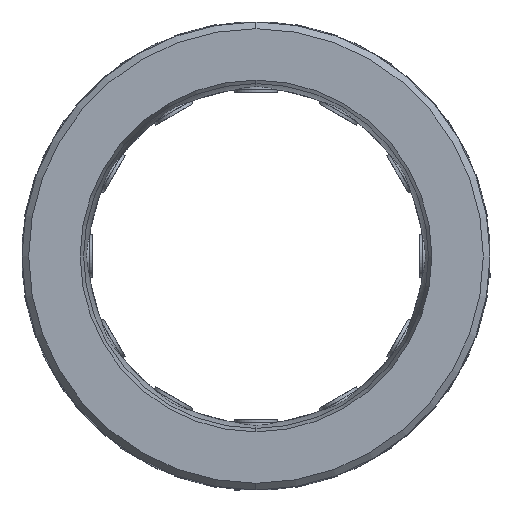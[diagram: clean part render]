
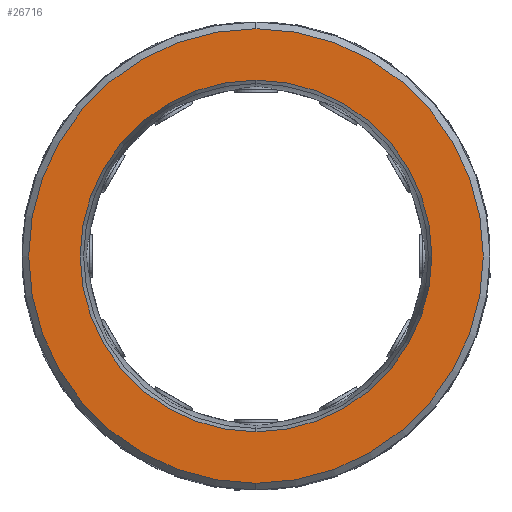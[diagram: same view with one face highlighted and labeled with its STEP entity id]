
A CAD part, front view. The second image highlights one B-rep face of the part: STEP entity #26716.
In plain terms, the highlighted planar face has unit normal (0, -1, 0).
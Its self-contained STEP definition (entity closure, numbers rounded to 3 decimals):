
#481 = EDGE_CURVE ( 'NONE', #5260, #23381, #27564, .T. ) ;
#530 = DIRECTION ( 'NONE',  ( 0., 0., 1. ) ) ;
#744 = CARTESIAN_POINT ( 'NONE',  ( 197.174, -6.032, 0. ) ) ;
#1023 = EDGE_CURVE ( 'NONE', #1865, #7244, #11963, .T. ) ;
#1865 = VERTEX_POINT ( 'NONE', #9703 ) ;
#3342 = EDGE_CURVE ( 'NONE', #23381, #5260, #29660, .T. ) ;
#4420 = DIRECTION ( 'NONE',  ( 0., 0., -1. ) ) ;
#5260 = VERTEX_POINT ( 'NONE', #16842 ) ;
#7244 = VERTEX_POINT ( 'NONE', #7751 ) ;
#7751 = CARTESIAN_POINT ( 'NONE',  ( 231.033, -6.032, 33.859 ) ) ;
#8362 = ORIENTED_EDGE ( 'NONE', *, *, #481, .F. ) ;
#8574 = DIRECTION ( 'NONE',  ( 0., -1., 0. ) ) ;
#9703 = CARTESIAN_POINT ( 'NONE',  ( 231.033, -6.032, -33.859 ) ) ;
#10123 = PLANE ( 'NONE',  #25423 ) ;
#11963 = CIRCLE ( 'NONE', #13257, 33.859 ) ;
#12174 = CARTESIAN_POINT ( 'NONE',  ( 231.033, -6.032, 0. ) ) ;
#12275 = AXIS2_PLACEMENT_3D ( 'NONE', #27690, #13719, #29410 ) ;
#13257 = AXIS2_PLACEMENT_3D ( 'NONE', #20576, #8574, #17843 ) ;
#13719 = DIRECTION ( 'NONE',  ( 0., -1., 0. ) ) ;
#15587 = CARTESIAN_POINT ( 'NONE',  ( 231.033, -6.032, 26.199 ) ) ;
#15795 = ORIENTED_EDGE ( 'NONE', *, *, #3342, .F. ) ;
#15996 = CARTESIAN_POINT ( 'NONE',  ( 231.033, -6.032, 0. ) ) ;
#16484 = EDGE_LOOP ( 'NONE', ( #8362, #15795 ) ) ;
#16842 = CARTESIAN_POINT ( 'NONE',  ( 231.033, -6.032, -26.199 ) ) ;
#16994 = DIRECTION ( 'NONE',  ( 0., 1., 0. ) ) ;
#17024 = DIRECTION ( 'NONE',  ( 0., -1., 0. ) ) ;
#17713 = FACE_BOUND ( 'NONE', #16484, .T. ) ;
#17843 = DIRECTION ( 'NONE',  ( 0., 0., -1. ) ) ;
#18190 = ORIENTED_EDGE ( 'NONE', *, *, #1023, .T. ) ;
#20576 = CARTESIAN_POINT ( 'NONE',  ( 231.033, -6.032, 0. ) ) ;
#20594 = AXIS2_PLACEMENT_3D ( 'NONE', #12174, #17024, #25933 ) ;
#21289 = CIRCLE ( 'NONE', #20594, 33.859 ) ;
#21865 = ORIENTED_EDGE ( 'NONE', *, *, #28864, .T. ) ;
#23259 = EDGE_LOOP ( 'NONE', ( #21865, #18190 ) ) ;
#23381 = VERTEX_POINT ( 'NONE', #15587 ) ;
#23472 = FACE_OUTER_BOUND ( 'NONE', #23259, .T. ) ;
#25423 = AXIS2_PLACEMENT_3D ( 'NONE', #744, #16994, #530 ) ;
#25933 = DIRECTION ( 'NONE',  ( 0., 0., -1. ) ) ;
#26716 = ADVANCED_FACE ( 'NONE', ( #17713, #23472 ), #10123, .F. ) ;
#27564 = CIRCLE ( 'NONE', #12275, 26.199 ) ;
#27690 = CARTESIAN_POINT ( 'NONE',  ( 231.033, -6.032, 0. ) ) ;
#27735 = DIRECTION ( 'NONE',  ( 0., -1., 0. ) ) ;
#28000 = AXIS2_PLACEMENT_3D ( 'NONE', #15996, #27735, #4420 ) ;
#28864 = EDGE_CURVE ( 'NONE', #7244, #1865, #21289, .T. ) ;
#29410 = DIRECTION ( 'NONE',  ( 0., 0., -1. ) ) ;
#29660 = CIRCLE ( 'NONE', #28000, 26.199 ) ;
